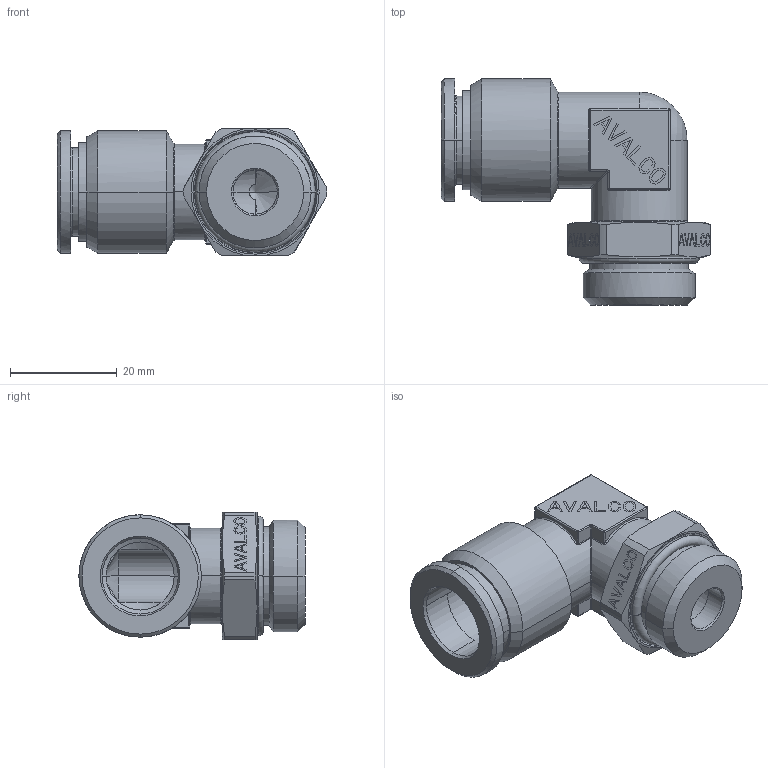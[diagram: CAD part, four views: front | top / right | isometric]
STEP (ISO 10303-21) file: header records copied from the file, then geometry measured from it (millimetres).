
FILE_DESCRIPTION(('CATIA V5 STEP Exchange'),'2;1');
FILE_NAME('PR507B-14G12.stp','2018-04-14T15:00:30+00:00',('none'),('none'),'CATIA Version 5 Release 21 GA (IN-10)','CATIA V5 STEP AP203','none');
FILE_SCHEMA(('CONFIG_CONTROL_DESIGN'));
Length unit declared in the file: millimetre
Products named in the file (1): PR507B-14G12
Bounding box: 50.57 x 42.41 x 24 mm (x, y, z)
Volume: 14789.2 mm3; surface area: 9237.4 mm2
Topology: 2 solids, 2 shells, 761 faces, 1993 edges, 1284 vertices
Faces by surface type: plane 591, cylinder 70, cone 44, torus 28, sphere 16, bspline 12
Entity records: 23817 total; most frequent: CARTESIAN_POINT 5823, ORIENTED_EDGE 3978, DIRECTION 3156, EDGE_CURVE 1989, VECTOR 1682, LINE 1682, VERTEX_POINT 1284, AXIS2_PLACEMENT_3D 835
